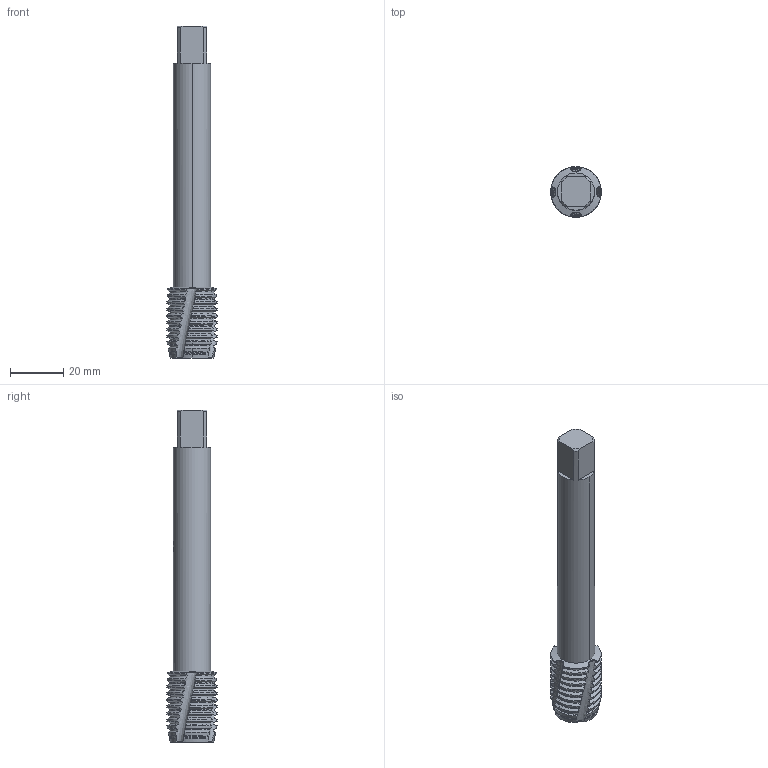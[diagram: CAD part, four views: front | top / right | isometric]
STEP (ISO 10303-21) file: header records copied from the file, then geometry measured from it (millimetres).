
FILE_DESCRIPTION(('no description'),'unknown implementation level');
FILE_NAME('solidTxqQQbMY8kY5xvnmenDdMPIpR_M_1.STP',' ',('CIM GmbH Aachen'),('CADClick - KiM GmbH - www.kimweb.de'),'unknown preprocess','ACIS','unknown authorization');
FILE_SCHEMA(('automotive_design'));
Length unit declared in the file: millimetre
Products named in the file (2): 1; 2
Bounding box: 19.05 x 19.05 x 125 mm (x, y, z)
Volume: 20889.2 mm3; surface area: 9401.2 mm2
Topology: 2 solids, 2 shells, 321 faces, 923 edges, 606 vertices
Faces by surface type: cone 136, cylinder 108, bspline 48, plane 17, revolution 12
Entity records: 27624 total; most frequent: CARTESIAN_POINT 9851, STYLED_ITEM 1852, PRESENTATION_STYLE_ASSIGNMENT 1852, COLOUR_RGB 1852, ORIENTED_EDGE 1846, DIRECTION 1243, EDGE_CURVE 923, CURVE_STYLE 923
